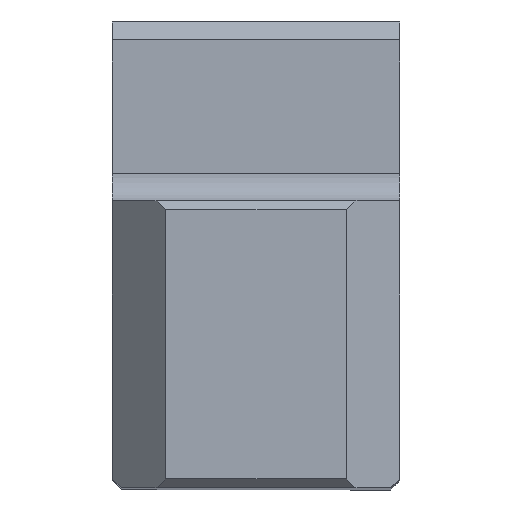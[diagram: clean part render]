
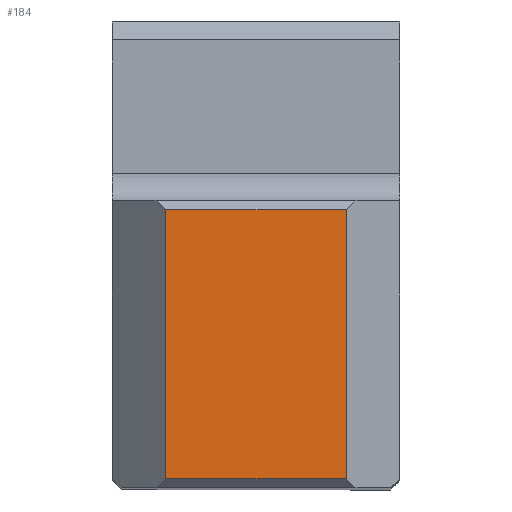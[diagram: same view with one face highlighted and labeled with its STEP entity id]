
A CAD part, top view. The second image highlights one B-rep face of the part: STEP entity #184.
In plain terms, the highlighted planar face has unit normal (0, 0, 1).
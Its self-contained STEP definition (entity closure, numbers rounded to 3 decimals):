
#184=ADVANCED_FACE('',(#297),#238,.T.);
#238=PLANE('',#1471);
#297=FACE_OUTER_BOUND('',#365,.T.);
#365=EDGE_LOOP('',(#636,#637,#638,#639));
#636=ORIENTED_EDGE('',*,*,#1049,.T.);
#637=ORIENTED_EDGE('',*,*,#1050,.F.);
#638=ORIENTED_EDGE('',*,*,#1051,.T.);
#639=ORIENTED_EDGE('',*,*,#1052,.F.);
#891=VERTEX_POINT('',#2273);
#892=VERTEX_POINT('',#2274);
#893=VERTEX_POINT('',#2276);
#894=VERTEX_POINT('',#2278);
#1049=EDGE_CURVE('',#891,#892,#1189,.T.);
#1050=EDGE_CURVE('',#893,#892,#1190,.T.);
#1051=EDGE_CURVE('',#893,#894,#1191,.T.);
#1052=EDGE_CURVE('',#891,#894,#1192,.T.);
#1189=LINE('',#2272,#1308);
#1190=LINE('',#2275,#1309);
#1191=LINE('',#2277,#1310);
#1192=LINE('',#2279,#1311);
#1308=VECTOR('',#1646,1.);
#1309=VECTOR('',#1647,1.);
#1310=VECTOR('',#1648,1.);
#1311=VECTOR('',#1649,1.);
#1471=AXIS2_PLACEMENT_3D('',#2280,#1650,#1651);
#1646=DIRECTION('',(0.,1.,0.));
#1647=DIRECTION('',(1.,0.,0.));
#1648=DIRECTION('',(0.,-1.,0.));
#1649=DIRECTION('',(-1.,0.,0.));
#1650=DIRECTION('',(0.,0.,1.));
#1651=DIRECTION('',(1.,0.,0.));
#2272=CARTESIAN_POINT('',(13.001,7.988,0.));
#2273=CARTESIAN_POINT('',(13.001,0.5,0.));
#2274=CARTESIAN_POINT('',(13.001,15.475,0.));
#2275=CARTESIAN_POINT('',(7.988,15.475,0.));
#2276=CARTESIAN_POINT('',(2.974,15.475,0.));
#2277=CARTESIAN_POINT('',(2.974,7.988,0.));
#2278=CARTESIAN_POINT('',(2.974,0.5,0.));
#2279=CARTESIAN_POINT('',(7.988,0.5,0.));
#2280=CARTESIAN_POINT('',(7.988,7.988,0.));
